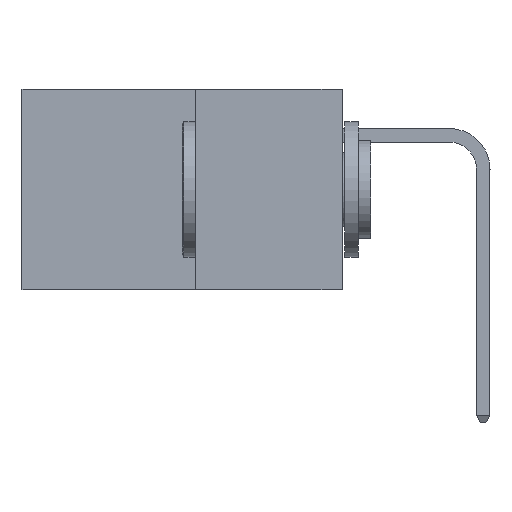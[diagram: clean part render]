
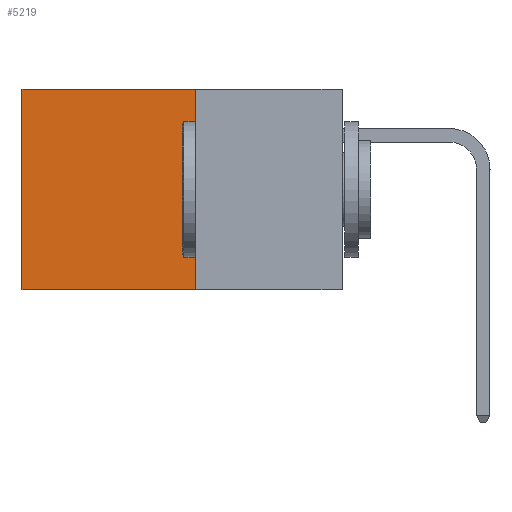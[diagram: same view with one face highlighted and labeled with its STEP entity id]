
A CAD part, left-side view. The second image highlights one B-rep face of the part: STEP entity #5219.
In plain terms, the highlighted planar face has unit normal (-1, 0, 0).
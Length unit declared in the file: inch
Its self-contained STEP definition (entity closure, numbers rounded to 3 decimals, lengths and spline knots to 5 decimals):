
#33 = CARTESIAN_POINT ( 'NONE',  ( 0.277, 0.27, -0.37 ) ) ;
#407 = DIRECTION ( 'NONE',  ( 0., 0., -1. ) ) ;
#2474 = CARTESIAN_POINT ( 'NONE',  ( 0.277, 0.59, 0. ) ) ;
#2482 = VERTEX_POINT ( 'NONE', #2555 ) ;
#2555 = CARTESIAN_POINT ( 'NONE',  ( 0.277, 0.27, 0. ) ) ;
#2601 = VECTOR ( 'NONE', #8457, 39.37008 ) ;
#2671 = CARTESIAN_POINT ( 'NONE',  ( 0.277, 0.27, -0.37 ) ) ;
#2800 = EDGE_CURVE ( 'NONE', #2482, #3482, #11650, .T. ) ;
#2981 = CARTESIAN_POINT ( 'NONE',  ( 0.277, 0.27, -0.37 ) ) ;
#3319 = ORIENTED_EDGE ( 'NONE', *, *, #11585, .F. ) ;
#3482 = VERTEX_POINT ( 'NONE', #2474 ) ;
#3744 = ORIENTED_EDGE ( 'NONE', *, *, #10748, .F. ) ;
#4439 = VECTOR ( 'NONE', #7580, 39.37008 ) ;
#4532 = CARTESIAN_POINT ( 'NONE',  ( 0.277, 0.27, -0.37 ) ) ;
#5219 = ADVANCED_FACE ( 'NONE', ( #11169 ), #9519, .F. ) ;
#5410 = CARTESIAN_POINT ( 'NONE',  ( 0.277, 0.27, 0. ) ) ;
#5411 = LINE ( 'NONE', #2981, #15332 ) ;
#5925 = CARTESIAN_POINT ( 'NONE',  ( 0.277, 0.59, -0.37 ) ) ;
#7045 = DIRECTION ( 'NONE',  ( 1., 0., 0. ) ) ;
#7580 = DIRECTION ( 'NONE',  ( 0., 1., 0. ) ) ;
#7913 = EDGE_CURVE ( 'NONE', #3482, #7988, #8830, .T. ) ;
#7988 = VERTEX_POINT ( 'NONE', #11100 ) ;
#8457 = DIRECTION ( 'NONE',  ( 0., 0., -1. ) ) ;
#8830 = LINE ( 'NONE', #5925, #2601 ) ;
#9519 = PLANE ( 'NONE',  #10900 ) ;
#10748 = EDGE_CURVE ( 'NONE', #10762, #7988, #14744, .T. ) ;
#10762 = VERTEX_POINT ( 'NONE', #2671 ) ;
#10900 = AXIS2_PLACEMENT_3D ( 'NONE', #4532, #7045, #15721 ) ;
#11100 = CARTESIAN_POINT ( 'NONE',  ( 0.277, 0.59, -0.37 ) ) ;
#11169 = FACE_OUTER_BOUND ( 'NONE', #15494, .T. ) ;
#11258 = VECTOR ( 'NONE', #14406, 39.37008 ) ;
#11585 = EDGE_CURVE ( 'NONE', #2482, #10762, #5411, .T. ) ;
#11650 = LINE ( 'NONE', #5410, #11258 ) ;
#12182 = ORIENTED_EDGE ( 'NONE', *, *, #2800, .T. ) ;
#14022 = ORIENTED_EDGE ( 'NONE', *, *, #7913, .T. ) ;
#14406 = DIRECTION ( 'NONE',  ( 0., 1., 0. ) ) ;
#14744 = LINE ( 'NONE', #33, #4439 ) ;
#15332 = VECTOR ( 'NONE', #407, 39.37008 ) ;
#15494 = EDGE_LOOP ( 'NONE', ( #14022, #3744, #3319, #12182 ) ) ;
#15721 = DIRECTION ( 'NONE',  ( 0., 0., -1. ) ) ;
